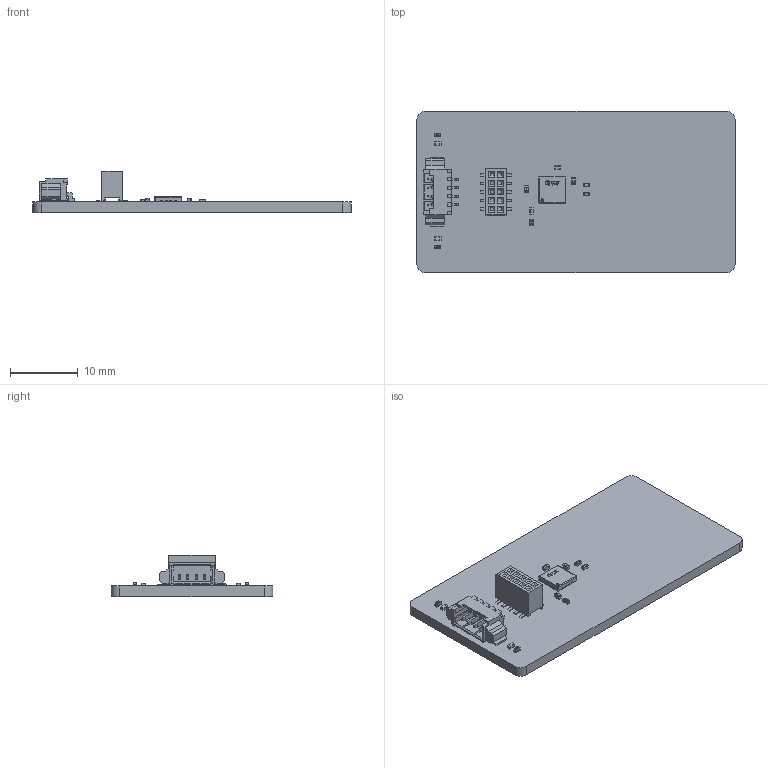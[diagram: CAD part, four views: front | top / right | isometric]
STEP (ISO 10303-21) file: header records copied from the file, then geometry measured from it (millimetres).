
FILE_DESCRIPTION(('Open CASCADE Model'),'2;1');
FILE_NAME('Open CASCADE Shape Model','2024-05-07T15:19:07',('Author'),( 'Open CASCADE'),'Open CASCADE STEP processor 7.5','Open CASCADE 7.5' ,'Unknown');
FILE_SCHEMA(('AUTOMOTIVE_DESIGN { 1 0 10303 214 1 1 1 1 }'));
Length unit declared in the file: millimetre
Products named in the file (48): PCB; Board; Open CASCADE STEP translator 7.5 6.1.1; J1; 532610471; Open CASCADE STEP translator 7.5 6.2.1.1; Open CASCADE STEP translator 7.5 6.2.1.2; R6; Res_Panasonic_ERJ-2RKF3832X_eec; terminals; alumina substrate; coating; logo; R5; R4; Res_Panasonic_ERJ-2RKF10R0X_eec; Panasonic ERJ-2RKF26R7X 1 - Copy; Panasonic ERJ-2RKF26R7X 1 - Copy (2); Panasonic ERJ-2RKF26R7X 1; Panasonic ss; R3; C3; Cap_Murata_GRM1552C1H271GA01J_eec; body; side; Murata; C2; C1; D2; Diode_Kingbright_APHHS1005CGCK_eec; 1; 4; 2; color; D1; R2; 6978259264; Extruded; 7096893776; R1 ...
Assembly tree (57 placements, depth 4):
  PCB
    Board
      Open CASCADE STEP translator 7.5 6.1.1
    J1
      532610471
        Open CASCADE STEP translator 7.5 6.2.1.1
        Open CASCADE STEP translator 7.5 6.2.1.2
    R6
      Res_Panasonic_ERJ-2RKF3832X_eec
        terminals
        alumina substrate
        coating
        logo
    R5
      Res_Panasonic_ERJ-2RKF3832X_eec
        terminals
        alumina substrate
        coating
        logo
    R4
      Res_Panasonic_ERJ-2RKF10R0X_eec
        Panasonic ERJ-2RKF26R7X 1 - Copy
        Panasonic ERJ-2RKF26R7X 1 - Copy (2)
        Panasonic ERJ-2RKF26R7X 1
        Panasonic ss
    R3
      Res_Panasonic_ERJ-2RKF10R0X_eec
        Panasonic ERJ-2RKF26R7X 1 - Copy
        Panasonic ERJ-2RKF26R7X 1 - Copy (2)
        Panasonic ERJ-2RKF26R7X 1
        Panasonic ss
    C3
      Cap_Murata_GRM1552C1H271GA01J_eec
        body
        side  x2
        Murata
    C2
      Cap_Murata_GRM1552C1H271GA01J_eec
        body
        side  x2
        Murata
    C1
      Cap_Murata_GRM1552C1H271GA01J_eec
        body
        side  x2
        Murata
    D2
      Diode_Kingbright_APHHS1005CGCK_eec
        1
        4
        2
        color
    D1
      Diode_Kingbright_APHHS1005CGCK_eec
        1
        4
        2
        color
    R2
      6978259264
Bounding box: 46.99 x 23.88 x 6.06 mm (x, y, z)
Volume: 1913.8 mm3; surface area: 2970.8 mm2
Topology: 116 solids, 116 shells, 2741 faces, 7263 edges, 4808 vertices
Faces by surface type: plane 1495, bspline 922, cylinder 270, sphere 54
Entity records: 52236 total; most frequent: CARTESIAN_POINT 14648, ORIENTED_EDGE 8138, DIRECTION 6293, EDGE_CURVE 4069, LINE 2935, VECTOR 2935, VERTEX_POINT 2672, AXIS2_PLACEMENT_3D 1679
